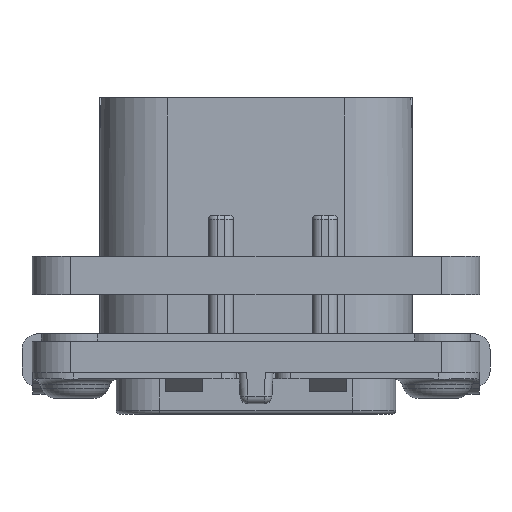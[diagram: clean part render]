
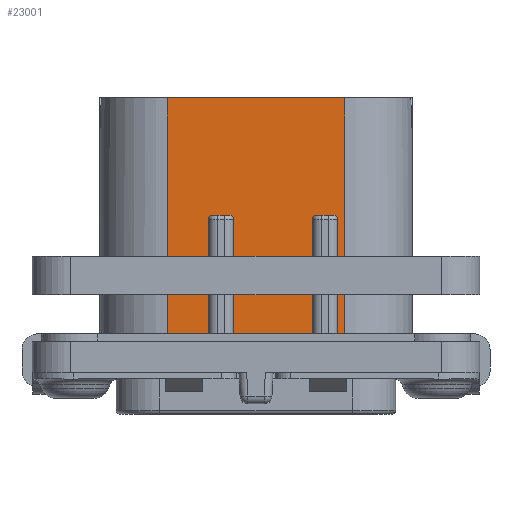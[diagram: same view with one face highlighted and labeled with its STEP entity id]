
A CAD part, front view. The second image highlights one B-rep face of the part: STEP entity #23001.
In plain terms, the highlighted planar face has unit normal (0, -1, 0).
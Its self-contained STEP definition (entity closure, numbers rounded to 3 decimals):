
#6=CARTESIAN_POINT('',(-1.69,-9.,9.87));
#7=DIRECTION('',(0.,1.,0.));
#8=DIRECTION('',(0.,0.,1.));
#9=AXIS2_PLACEMENT_3D('',#6,#7,#8);
#19=DIRECTION('',(0.,0.,1.));
#20=VECTOR('',#19,7.87);
#21=CARTESIAN_POINT('',(5.25,-9.,2.));
#22=LINE('',#21,#20);
#23=DIRECTION('',(1.,0.,0.));
#24=VECTOR('',#23,1.1);
#25=CARTESIAN_POINT('',(3.9,-9.,10.12));
#26=LINE('',#25,#24);
#27=DIRECTION('',(0.,0.,1.));
#28=VECTOR('',#27,7.87);
#29=CARTESIAN_POINT('',(3.65,-9.,2.));
#30=LINE('',#29,#28);
#31=DIRECTION('',(0.,0.,1.));
#32=VECTOR('',#31,7.87);
#33=CARTESIAN_POINT('',(-1.44,-9.,2.));
#34=LINE('',#33,#32);
#35=DIRECTION('',(1.,0.,0.));
#36=VECTOR('',#35,1.1);
#37=CARTESIAN_POINT('',(-2.79,-9.,10.12));
#38=LINE('',#37,#36);
#39=DIRECTION('',(0.,0.,1.));
#40=VECTOR('',#39,7.87);
#41=CARTESIAN_POINT('',(-3.04,-9.,2.));
#42=LINE('',#41,#40);
#43=DIRECTION('',(0.,0.,-1.));
#44=VECTOR('',#43,15.67);
#45=CARTESIAN_POINT('',(-5.7,-9.,17.67));
#46=LINE('',#45,#44);
#47=DIRECTION('',(0.,0.,-1.));
#48=VECTOR('',#47,15.67);
#49=CARTESIAN_POINT('',(5.7,-9.,17.67));
#50=LINE('',#49,#48);
#64=CARTESIAN_POINT('',(5.,-9.,9.87));
#65=DIRECTION('',(0.,1.,0.));
#66=DIRECTION('',(0.,0.,1.));
#67=AXIS2_PLACEMENT_3D('',#64,#65,#66);
#106=CARTESIAN_POINT('',(3.9,-9.,9.87));
#107=DIRECTION('',(0.,1.,0.));
#108=DIRECTION('',(-1.,0.,0.));
#109=AXIS2_PLACEMENT_3D('',#106,#107,#108);
#197=DIRECTION('',(1.,0.,0.));
#198=VECTOR('',#197,0.45);
#199=CARTESIAN_POINT('',(5.25,-9.,2.));
#200=LINE('',#199,#198);
#341=DIRECTION('',(1.,0.,0.));
#342=VECTOR('',#341,11.4);
#343=CARTESIAN_POINT('',(-5.7,-9.,17.67));
#344=LINE('',#343,#342);
#9822=DIRECTION('',(1.,0.,0.));
#9823=VECTOR('',#9822,2.66);
#9824=CARTESIAN_POINT('',(-5.7,-9.,2.));
#9825=LINE('',#9824,#9823);
#9834=CARTESIAN_POINT('',(-2.79,-9.,9.87));
#9835=DIRECTION('',(0.,1.,0.));
#9836=DIRECTION('',(-1.,0.,0.));
#9837=AXIS2_PLACEMENT_3D('',#9834,#9835,#9836);
#9888=DIRECTION('',(1.,0.,0.));
#9889=VECTOR('',#9888,5.09);
#9890=CARTESIAN_POINT('',(-1.44,-9.,2.));
#9891=LINE('',#9890,#9889);
#18723=CARTESIAN_POINT('',(-5.7,-9.,17.67));
#18724=CARTESIAN_POINT('',(-5.7,-9.,2.));
#18725=VERTEX_POINT('',#18723);
#18726=VERTEX_POINT('',#18724);
#18727=CARTESIAN_POINT('',(5.7,-9.,17.67));
#18728=CARTESIAN_POINT('',(5.7,-9.,2.));
#18729=VERTEX_POINT('',#18727);
#18730=VERTEX_POINT('',#18728);
#18885=CARTESIAN_POINT('',(-3.04,-9.,2.));
#18886=VERTEX_POINT('',#18885);
#18887=CARTESIAN_POINT('',(-1.44,-9.,2.));
#18888=CARTESIAN_POINT('',(3.65,-9.,2.));
#18889=VERTEX_POINT('',#18887);
#18890=VERTEX_POINT('',#18888);
#18891=CARTESIAN_POINT('',(5.25,-9.,2.));
#18892=VERTEX_POINT('',#18891);
#21350=CARTESIAN_POINT('',(-1.44,-9.,9.87));
#21352=VERTEX_POINT('',#21350);
#21354=CARTESIAN_POINT('',(-1.69,-9.,10.12));
#21356=VERTEX_POINT('',#21354);
#21377=CARTESIAN_POINT('',(-2.79,-9.,10.12));
#21378=VERTEX_POINT('',#21377);
#21379=CARTESIAN_POINT('',(-3.04,-9.,9.87));
#21380=VERTEX_POINT('',#21379);
#21382=CARTESIAN_POINT('',(5.25,-9.,9.87));
#21384=VERTEX_POINT('',#21382);
#21386=CARTESIAN_POINT('',(5.,-9.,10.12));
#21388=VERTEX_POINT('',#21386);
#21389=CARTESIAN_POINT('',(3.9,-9.,10.12));
#21391=VERTEX_POINT('',#21389);
#21393=CARTESIAN_POINT('',(3.65,-9.,9.87));
#21395=VERTEX_POINT('',#21393);
#22964=CARTESIAN_POINT('',(-10.05,-9.,2.));
#22965=DIRECTION('',(0.,-1.,0.));
#22966=DIRECTION('',(1.,0.,0.));
#22967=AXIS2_PLACEMENT_3D('',#22964,#22965,#22966);
#22968=PLANE('',#22967);
#22970=ORIENTED_EDGE('',*,*,#22969,.T.);
#22972=ORIENTED_EDGE('',*,*,#22971,.F.);
#22974=ORIENTED_EDGE('',*,*,#22973,.F.);
#22976=ORIENTED_EDGE('',*,*,#22975,.F.);
#22978=ORIENTED_EDGE('',*,*,#22977,.F.);
#22980=ORIENTED_EDGE('',*,*,#22979,.F.);
#22981=ORIENTED_EDGE('',*,*,#22955,.T.);
#22982=ORIENTED_EDGE('',*,*,#22944,.F.);
#22984=ORIENTED_EDGE('',*,*,#22983,.F.);
#22986=ORIENTED_EDGE('',*,*,#22985,.F.);
#22988=ORIENTED_EDGE('',*,*,#22987,.F.);
#22990=ORIENTED_EDGE('',*,*,#22989,.F.);
#22992=ORIENTED_EDGE('',*,*,#22991,.F.);
#22994=ORIENTED_EDGE('',*,*,#22993,.T.);
#22996=ORIENTED_EDGE('',*,*,#22995,.T.);
#22998=ORIENTED_EDGE('',*,*,#22997,.F.);
#22999=EDGE_LOOP('',(#22970,#22972,#22974,#22976,#22978,#22980,#22981,#22982,
#22984,#22986,#22988,#22990,#22992,#22994,#22996,#22998));
#23000=FACE_OUTER_BOUND('',#22999,.F.);
#23001=ADVANCED_FACE('',(#23000),#22968,.T.);
#10=CIRCLE('',#9,0.25);
#68=CIRCLE('',#67,0.25);
#110=CIRCLE('',#109,0.25);
#9838=CIRCLE('',#9837,0.25);
#22944=EDGE_CURVE('',#21356,#21352,#10,.T.);
#22955=EDGE_CURVE('',#18889,#21352,#34,.T.);
#22969=EDGE_CURVE('',#18892,#21384,#22,.T.);
#22971=EDGE_CURVE('',#21388,#21384,#68,.T.);
#22973=EDGE_CURVE('',#21391,#21388,#26,.T.);
#22975=EDGE_CURVE('',#21395,#21391,#110,.T.);
#22977=EDGE_CURVE('',#18890,#21395,#30,.T.);
#22979=EDGE_CURVE('',#18889,#18890,#9891,.T.);
#22983=EDGE_CURVE('',#21378,#21356,#38,.T.);
#22985=EDGE_CURVE('',#21380,#21378,#9838,.T.);
#22987=EDGE_CURVE('',#18886,#21380,#42,.T.);
#22989=EDGE_CURVE('',#18726,#18886,#9825,.T.);
#22991=EDGE_CURVE('',#18725,#18726,#46,.T.);
#22993=EDGE_CURVE('',#18725,#18729,#344,.T.);
#22995=EDGE_CURVE('',#18729,#18730,#50,.T.);
#22997=EDGE_CURVE('',#18892,#18730,#200,.T.);
